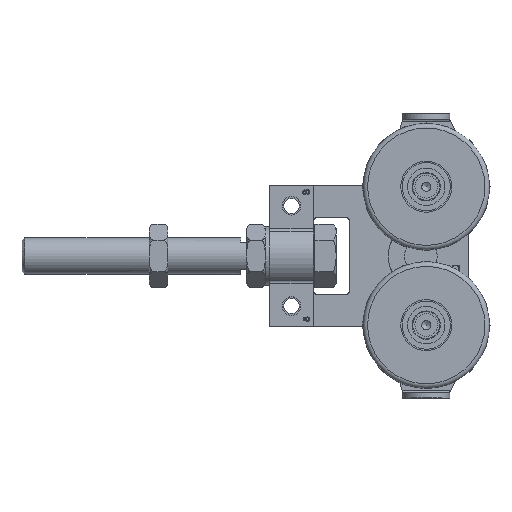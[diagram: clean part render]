
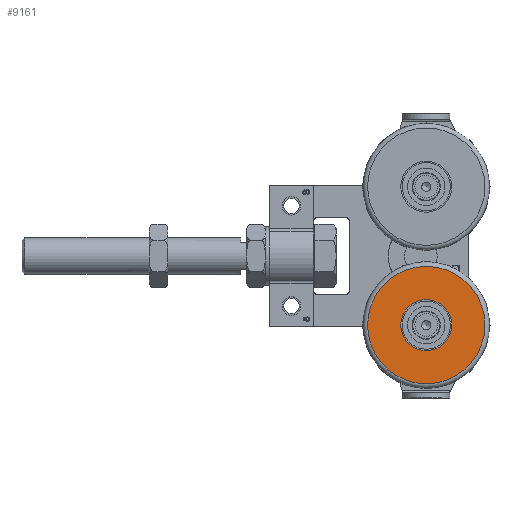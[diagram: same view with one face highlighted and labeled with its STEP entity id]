
A CAD part, top view. The second image highlights one B-rep face of the part: STEP entity #9161.
In plain terms, the highlighted face is planar.
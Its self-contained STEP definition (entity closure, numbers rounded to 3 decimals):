
#834=FACE_BOUND('',#2214,.T.);
#1071=CIRCLE('',#9972,14.);
#1072=CIRCLE('',#9974,32.226);
#1588=FACE_OUTER_BOUND('',#2213,.T.);
#2213=EDGE_LOOP('',(#7844));
#2214=EDGE_LOOP('',(#7845));
#4458=VERTEX_POINT('',#15596);
#4459=VERTEX_POINT('',#15599);
#5630=EDGE_CURVE('',#4458,#4458,#1071,.T.);
#5631=EDGE_CURVE('',#4459,#4459,#1072,.T.);
#7844=ORIENTED_EDGE('',*,*,#5631,.F.);
#7845=ORIENTED_EDGE('',*,*,#5630,.T.);
#8726=PLANE('',#9973);
#9161=ADVANCED_FACE('',(#1588,#834),#8726,.T.);
#9972=AXIS2_PLACEMENT_3D('',#15597,#11885,#11886);
#9973=AXIS2_PLACEMENT_3D('',#15598,#11887,#11888);
#9974=AXIS2_PLACEMENT_3D('',#15600,#11889,#11890);
#11885=DIRECTION('center_axis',(1.,0.,0.));
#11886=DIRECTION('ref_axis',(0.,1.,0.));
#11887=DIRECTION('center_axis',(-1.,0.,0.));
#11888=DIRECTION('ref_axis',(0.,0.,1.));
#11889=DIRECTION('center_axis',(1.,0.,0.));
#11890=DIRECTION('ref_axis',(0.,1.,0.));
#15596=CARTESIAN_POINT('',(71.488,180.255,0.));
#15597=CARTESIAN_POINT('Origin',(71.488,166.255,0.));
#15598=CARTESIAN_POINT('Origin',(71.488,189.368,0.));
#15599=CARTESIAN_POINT('',(71.488,198.481,0.));
#15600=CARTESIAN_POINT('Origin',(71.488,166.255,0.));
